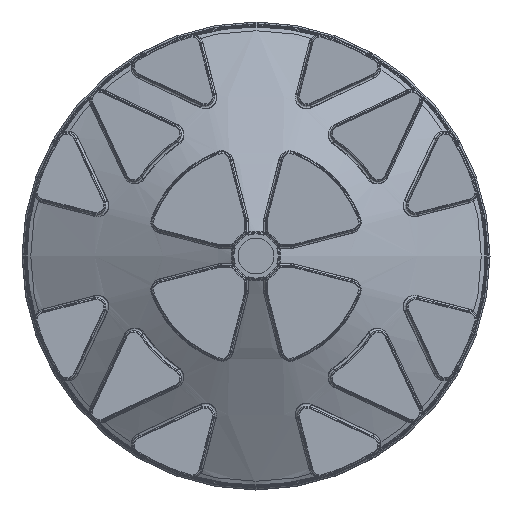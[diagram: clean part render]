
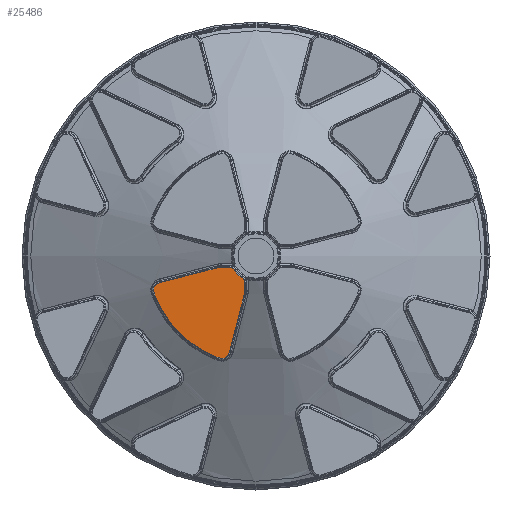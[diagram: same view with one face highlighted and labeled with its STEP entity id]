
A CAD part, front view. The second image highlights one B-rep face of the part: STEP entity #25486.
In plain terms, the highlighted planar face has unit normal (0, -1, 0).
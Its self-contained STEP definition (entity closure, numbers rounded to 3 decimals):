
#192=PLANE('',#27761);
#3780=FACE_OUTER_BOUND('',#5432,.T.);
#5432=EDGE_LOOP('',(#19589,#19590,#19591,#19592,#19593,#19594,#19595,#19596,
#19597,#19598,#19599,#19600));
#6806=LINE('',#49865,#7860);
#6807=LINE('',#49876,#7861);
#6809=LINE('',#49900,#7863);
#6811=LINE('',#49911,#7865);
#7860=VECTOR('',#31456,0.394);
#7861=VECTOR('',#31469,0.394);
#7863=VECTOR('',#31499,0.394);
#7865=VECTOR('',#31513,0.394);
#9347=CIRCLE('',#27724,5.375);
#9349=CIRCLE('',#27727,1.625);
#9352=CIRCLE('',#27732,1.625);
#9356=CIRCLE('',#27738,1.625);
#9359=CIRCLE('',#27742,22.625);
#9362=CIRCLE('',#27746,1.625);
#9366=CIRCLE('',#27752,1.625);
#9369=CIRCLE('',#27757,1.625);
#10900=VERTEX_POINT('',#49853);
#10901=VERTEX_POINT('',#49855);
#10902=VERTEX_POINT('',#49859);
#10903=VERTEX_POINT('',#49863);
#10905=VERTEX_POINT('',#49868);
#10907=VERTEX_POINT('',#49874);
#10909=VERTEX_POINT('',#49880);
#10911=VERTEX_POINT('',#49886);
#10913=VERTEX_POINT('',#49892);
#10915=VERTEX_POINT('',#49898);
#10917=VERTEX_POINT('',#49904);
#10918=VERTEX_POINT('',#49909);
#14030=EDGE_CURVE('',#10901,#10900,#9347,.T.);
#14032=EDGE_CURVE('',#10902,#10901,#9349,.T.);
#14034=EDGE_CURVE('',#10903,#10902,#6806,.T.);
#14036=EDGE_CURVE('',#10905,#10903,#9352,.T.);
#14039=EDGE_CURVE('',#10907,#10905,#6807,.T.);
#14042=EDGE_CURVE('',#10909,#10907,#9356,.T.);
#14045=EDGE_CURVE('',#10911,#10909,#9359,.T.);
#14048=EDGE_CURVE('',#10913,#10911,#9362,.T.);
#14051=EDGE_CURVE('',#10915,#10913,#6809,.T.);
#14054=EDGE_CURVE('',#10917,#10915,#9366,.T.);
#14057=EDGE_CURVE('',#10918,#10917,#6811,.T.);
#14059=EDGE_CURVE('',#10900,#10918,#9369,.T.);
#19589=ORIENTED_EDGE('',*,*,#14030,.F.);
#19590=ORIENTED_EDGE('',*,*,#14032,.F.);
#19591=ORIENTED_EDGE('',*,*,#14034,.F.);
#19592=ORIENTED_EDGE('',*,*,#14036,.F.);
#19593=ORIENTED_EDGE('',*,*,#14039,.F.);
#19594=ORIENTED_EDGE('',*,*,#14042,.F.);
#19595=ORIENTED_EDGE('',*,*,#14045,.F.);
#19596=ORIENTED_EDGE('',*,*,#14048,.F.);
#19597=ORIENTED_EDGE('',*,*,#14051,.F.);
#19598=ORIENTED_EDGE('',*,*,#14054,.F.);
#19599=ORIENTED_EDGE('',*,*,#14057,.F.);
#19600=ORIENTED_EDGE('',*,*,#14059,.F.);
#25486=ADVANCED_FACE('',(#3780),#192,.F.);
#27724=AXIS2_PLACEMENT_3D('',#49857,#31444,#31445);
#27727=AXIS2_PLACEMENT_3D('',#49861,#31450,#31451);
#27732=AXIS2_PLACEMENT_3D('',#49870,#31461,#31462);
#27738=AXIS2_PLACEMENT_3D('',#49882,#31475,#31476);
#27742=AXIS2_PLACEMENT_3D('',#49888,#31483,#31484);
#27746=AXIS2_PLACEMENT_3D('',#49894,#31491,#31492);
#27752=AXIS2_PLACEMENT_3D('',#49906,#31505,#31506);
#27757=AXIS2_PLACEMENT_3D('',#49914,#31517,#31518);
#27761=AXIS2_PLACEMENT_3D('',#49940,#31528,#31529);
#31444=DIRECTION('center_axis',(0.,-1.,0.));
#31445=DIRECTION('ref_axis',(-0.707,0.,-0.707));
#31450=DIRECTION('center_axis',(0.,1.,0.));
#31451=DIRECTION('ref_axis',(0.463,0.,0.886));
#31456=DIRECTION('',(1.,0.,0.));
#31461=DIRECTION('center_axis',(0.,1.,0.));
#31462=DIRECTION('ref_axis',(-0.126,0.,0.992));
#31469=DIRECTION('',(0.968,0.,0.25));
#31475=DIRECTION('center_axis',(0.,1.,0.));
#31476=DIRECTION('ref_axis',(-0.885,0.,0.467));
#31483=DIRECTION('center_axis',(0.,1.,0.));
#31484=DIRECTION('ref_axis',(-0.707,0.,-0.707));
#31491=DIRECTION('center_axis',(0.,1.,0.));
#31492=DIRECTION('ref_axis',(0.467,0.,-0.885));
#31499=DIRECTION('',(-0.25,0.,-0.968));
#31505=DIRECTION('center_axis',(0.,1.,0.));
#31506=DIRECTION('ref_axis',(0.992,0.,-0.126));
#31513=DIRECTION('',(0.,0.,-1.));
#31517=DIRECTION('center_axis',(0.,1.,0.));
#31518=DIRECTION('ref_axis',(0.886,0.,0.463));
#31528=DIRECTION('center_axis',(0.,1.,0.));
#31529=DIRECTION('ref_axis',(-1.,0.,0.));
#49853=CARTESIAN_POINT('',(-3.071,-10.,-4.411));
#49855=CARTESIAN_POINT('',(-4.411,-10.,-3.071));
#49857=CARTESIAN_POINT('Origin',(0.,-10.,0.));
#49859=CARTESIAN_POINT('',(-5.745,-10.,-2.375));
#49861=CARTESIAN_POINT('Origin',(-5.745,-10.,-4.));
#49863=CARTESIAN_POINT('',(-7.503,-10.,-2.375));
#49865=CARTESIAN_POINT('',(-9.053,-10.,-2.375));
#49868=CARTESIAN_POINT('',(-7.909,-10.,-2.426));
#49870=CARTESIAN_POINT('Origin',(-7.503,-10.,-4.));
#49874=CARTESIAN_POINT('',(-20.149,-10.,-5.582));
#49876=CARTESIAN_POINT('',(-16.13,-10.,-4.546));
#49880=CARTESIAN_POINT('',(-21.271,-10.,-7.71));
#49882=CARTESIAN_POINT('Origin',(-19.743,-10.,-7.156));
#49886=CARTESIAN_POINT('',(-7.71,-10.,-21.271));
#49888=CARTESIAN_POINT('Origin',(0.,-10.,0.));
#49892=CARTESIAN_POINT('',(-5.582,-10.,-20.149));
#49894=CARTESIAN_POINT('Origin',(-7.156,-10.,-19.743));
#49898=CARTESIAN_POINT('',(-2.426,-10.,-7.909));
#49900=CARTESIAN_POINT('',(-2.937,-10.,-9.887));
#49904=CARTESIAN_POINT('',(-2.375,-10.,-7.503));
#49906=CARTESIAN_POINT('Origin',(-4.,-10.,-7.503));
#49909=CARTESIAN_POINT('',(-2.375,-10.,-5.745));
#49911=CARTESIAN_POINT('',(-2.375,-10.,-7.465));
#49914=CARTESIAN_POINT('Origin',(-4.,-10.,-5.745));
#49940=CARTESIAN_POINT('Origin',(-10.348,-10.,-10.348));
